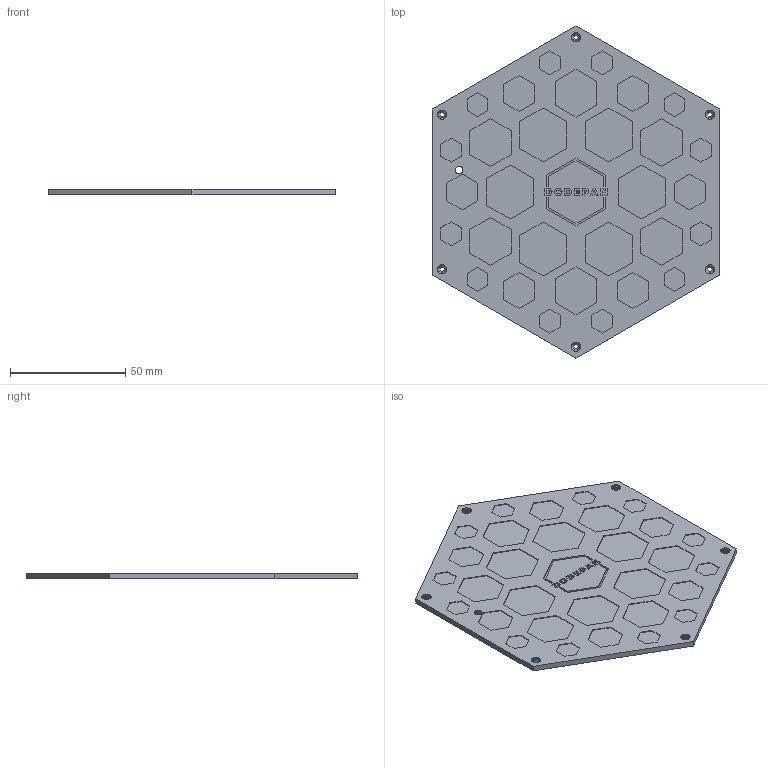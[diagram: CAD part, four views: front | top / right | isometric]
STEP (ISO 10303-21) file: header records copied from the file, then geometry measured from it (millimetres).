
FILE_DESCRIPTION(('FreeCAD Model'),'2;1');
FILE_NAME('Open CASCADE Shape Model','2025-12-07T15:27:47',('Author'),( ''),'Open CASCADE STEP processor 7.8','FreeCAD','Unknown');
FILE_SCHEMA(('AUTOMOTIVE_DESIGN { 1 0 10303 214 1 1 1 1 }'));
Length unit declared in the file: millimetre
Products named in the file (1): Lid (refined)
Bounding box: 124.88 x 144.2 x 2.4 mm (x, y, z)
Surface area: 28703.5 mm2 (no closed solid volume)
Topology: 0 solids, 1 shells, 989 faces, 2341 edges, 1398 vertices
Faces by surface type: plane 989
Entity records: 27241 total; most frequent: CARTESIAN_POINT 4729, ORIENTED_EDGE 4682, DIRECTION 4321, EDGE_CURVE 2341, LINE 2341, VECTOR 2341, VERTEX_POINT 1398, FACE_BOUND 1047
